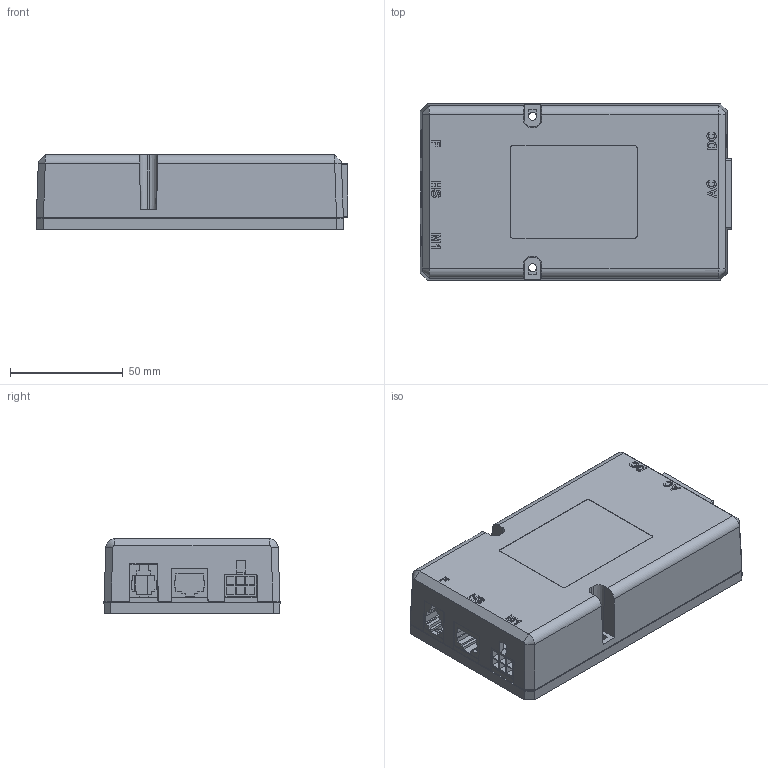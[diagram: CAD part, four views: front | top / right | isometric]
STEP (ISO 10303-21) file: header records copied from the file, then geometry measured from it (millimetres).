
FILE_DESCRIPTION((''),'2;1');
FILE_NAME('JCB35NS1_ASM','2020-01-03T14:11:20',('u'),('捷昌驱动'),'CREO PARAMETRIC BY PTC INC, 2018100','CREO PARAMETRIC BY PTC INC, 2018100','');
FILE_SCHEMA(('CONFIG_CONTROL_DESIGN'));
Length unit declared in the file: millimetre
Products named in the file (13): ZUHE-PCB_ASM_7_ASM_1_1_2_3_4_AS_ASM; ETMUCHA_6_1_1_2_3_4_1; BAXINMUCHA_4_1_1_2_3_4_1; LIUXINMUCHA2_2_1_1_2_3_4_1; LIANGKONGCHAZUO_4_1_1_2_3_4_1; DIANZI-ZUHE_ASM_33_ASM_1_1_2__4_ASM; KETI_106_1_1_2_3_4_1; MN-DB_95_1_1_2_3_4_1; MN-ZUJIAN_ASM_95_ASM_1_1_2_3_4__ASM; MN-ZUJIAN_ASM_97_1_2_3_4_ASM_1_ASM; 0002_1; ASM0012_ASM_1_ASM; JCB35NS1_ASM
Assembly tree (12 placements, depth 6):
  JCB35NS1_ASM
    ASM0012_ASM_1_ASM
      MN-ZUJIAN_ASM_97_1_2_3_4_ASM_1_ASM
        MN-ZUJIAN_ASM_95_ASM_1_1_2_3_4__ASM
          DIANZI-ZUHE_ASM_33_ASM_1_1_2__4_ASM
            ZUHE-PCB_ASM_7_ASM_1_1_2_3_4_AS_ASM
            ETMUCHA_6_1_1_2_3_4_1
            BAXINMUCHA_4_1_1_2_3_4_1
            LIUXINMUCHA2_2_1_1_2_3_4_1
            LIANGKONGCHAZUO_4_1_1_2_3_4_1
          KETI_106_1_1_2_3_4_1
          MN-DB_95_1_1_2_3_4_1
      0002_1
Bounding box: 137.9 x 78 x 33 mm (x, y, z)
Volume: 87205.1 mm3; surface area: 81512.9 mm2
Topology: 7 solids, 7 shells, 831 faces, 2332 edges, 1560 vertices
Faces by surface type: plane 647, cylinder 85, extrusion 79, cone 16, bspline 4
Entity records: 27363 total; most frequent: CARTESIAN_POINT 5643, ORIENTED_EDGE 4664, DIRECTION 4047, EDGE_CURVE 2332, VECTOR 1987, LINE 1908, VERTEX_POINT 1560, AXIS2_PLACEMENT_3D 1030
